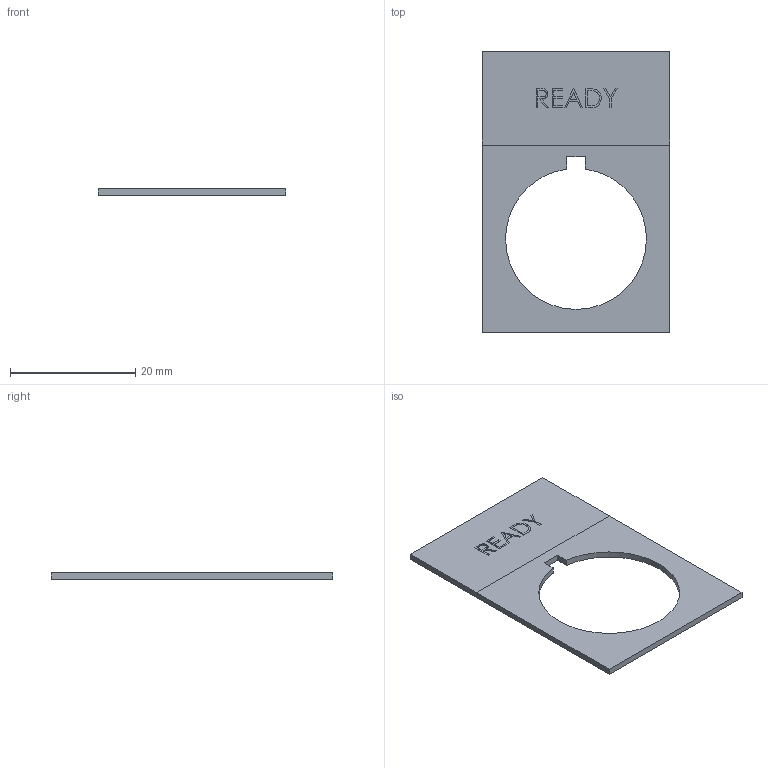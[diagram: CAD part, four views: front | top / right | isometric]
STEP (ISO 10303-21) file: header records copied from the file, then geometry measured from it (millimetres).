
FILE_DESCRIPTION (( 'STEP AP214' ), '1' );
FILE_NAME ('ECX1670A-B37.step', '2018-10-09T17:14:39', ( '' ), ( '' ), 'SwSTEP 2.0', 'SolidWorks 2017', '' );
FILE_SCHEMA (( 'AUTOMOTIVE_DESIGN' ));
Length unit declared in the file: inch
Products named in the file (1): ECX1670A-B37
Bounding box: 30 x 45 x 1 mm (x, y, z)
Volume: 946.4 mm3; surface area: 2119.8 mm2
Topology: 1 solids, 1 shells, 82 faces, 216 edges, 144 vertices
Faces by surface type: plane 67, bspline 12, cylinder 3
Entity records: 4098 total; most frequent: CARTESIAN_POINT 1226, ORIENTED_EDGE 432, DIRECTION 339, EDGE_CURVE 216, LINE 185, VECTOR 185, VERTEX_POINT 144, EDGE_LOOP 92
